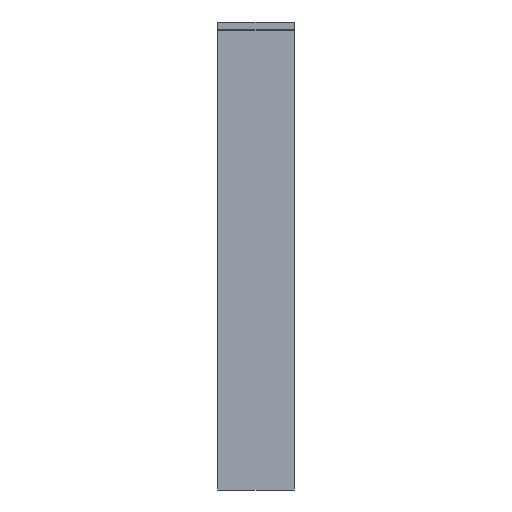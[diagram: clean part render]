
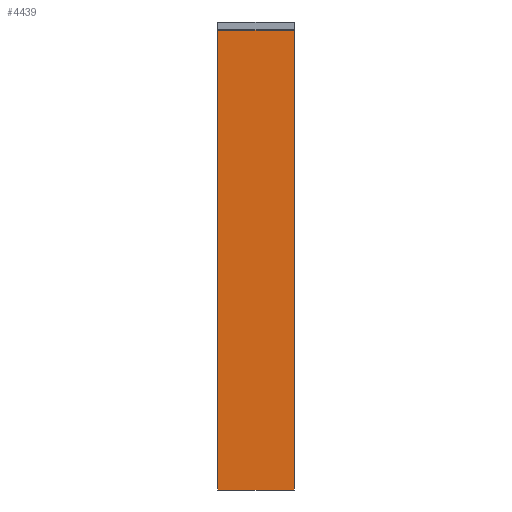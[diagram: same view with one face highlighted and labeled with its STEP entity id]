
A CAD part, front view. The second image highlights one B-rep face of the part: STEP entity #4439.
In plain terms, the highlighted planar face has unit normal (0, -1, 0).
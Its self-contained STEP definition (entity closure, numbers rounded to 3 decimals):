
#236 = VERTEX_POINT ( 'NONE', #2692 ) ;
#551 = CARTESIAN_POINT ( 'NONE',  ( 248., 0., 3050. ) ) ;
#565 = VECTOR ( 'NONE', #5341, 1000. ) ;
#1180 = DIRECTION ( 'NONE',  ( -1., 0., 0. ) ) ;
#1807 = CARTESIAN_POINT ( 'NONE',  ( -248., 0., 3050. ) ) ;
#1866 = EDGE_CURVE ( 'NONE', #8039, #6058, #3526, .T. ) ;
#1915 = DIRECTION ( 'NONE',  ( 0., 0., -1. ) ) ;
#2030 = CARTESIAN_POINT ( 'NONE',  ( 248., 0., 0. ) ) ;
#2110 = ORIENTED_EDGE ( 'NONE', *, *, #7105, .T. ) ;
#2277 = CARTESIAN_POINT ( 'NONE',  ( 249., 0., 2995.055 ) ) ;
#2666 = EDGE_LOOP ( 'NONE', ( #6717, #3213, #7386, #2110 ) ) ;
#2692 = CARTESIAN_POINT ( 'NONE',  ( -248., 0., 0. ) ) ;
#3213 = ORIENTED_EDGE ( 'NONE', *, *, #1866, .T. ) ;
#3356 = FACE_OUTER_BOUND ( 'NONE', #2666, .T. ) ;
#3483 = CARTESIAN_POINT ( 'NONE',  ( 248., 0., 2995.055 ) ) ;
#3526 = LINE ( 'NONE', #2277, #8275 ) ;
#4220 = VECTOR ( 'NONE', #5902, 1000. ) ;
#4439 = ADVANCED_FACE ( 'NONE', ( #3356 ), #6066, .F. ) ;
#4715 = LINE ( 'NONE', #551, #6922 ) ;
#5033 = EDGE_CURVE ( 'NONE', #6058, #236, #7899, .T. ) ;
#5290 = CARTESIAN_POINT ( 'NONE',  ( 0., 0., 0. ) ) ;
#5341 = DIRECTION ( 'NONE',  ( 1., 0., 0. ) ) ;
#5752 = EDGE_CURVE ( 'NONE', #8039, #7174, #4715, .T. ) ;
#5779 = AXIS2_PLACEMENT_3D ( 'NONE', #7936, #7265, #1180 ) ;
#5787 = CARTESIAN_POINT ( 'NONE',  ( -248., 0., 2995.055 ) ) ;
#5902 = DIRECTION ( 'NONE',  ( 0., 0., -1. ) ) ;
#6058 = VERTEX_POINT ( 'NONE', #5787 ) ;
#6066 = PLANE ( 'NONE',  #5779 ) ;
#6132 = LINE ( 'NONE', #5290, #565 ) ;
#6717 = ORIENTED_EDGE ( 'NONE', *, *, #5752, .F. ) ;
#6922 = VECTOR ( 'NONE', #1915, 1000. ) ;
#6945 = DIRECTION ( 'NONE',  ( -1., 0., 0. ) ) ;
#7105 = EDGE_CURVE ( 'NONE', #236, #7174, #6132, .T. ) ;
#7174 = VERTEX_POINT ( 'NONE', #2030 ) ;
#7265 = DIRECTION ( 'NONE',  ( 0., 1., 0. ) ) ;
#7386 = ORIENTED_EDGE ( 'NONE', *, *, #5033, .T. ) ;
#7899 = LINE ( 'NONE', #1807, #4220 ) ;
#7936 = CARTESIAN_POINT ( 'NONE',  ( 0., 0., 3050. ) ) ;
#8039 = VERTEX_POINT ( 'NONE', #3483 ) ;
#8275 = VECTOR ( 'NONE', #6945, 1000. ) ;
